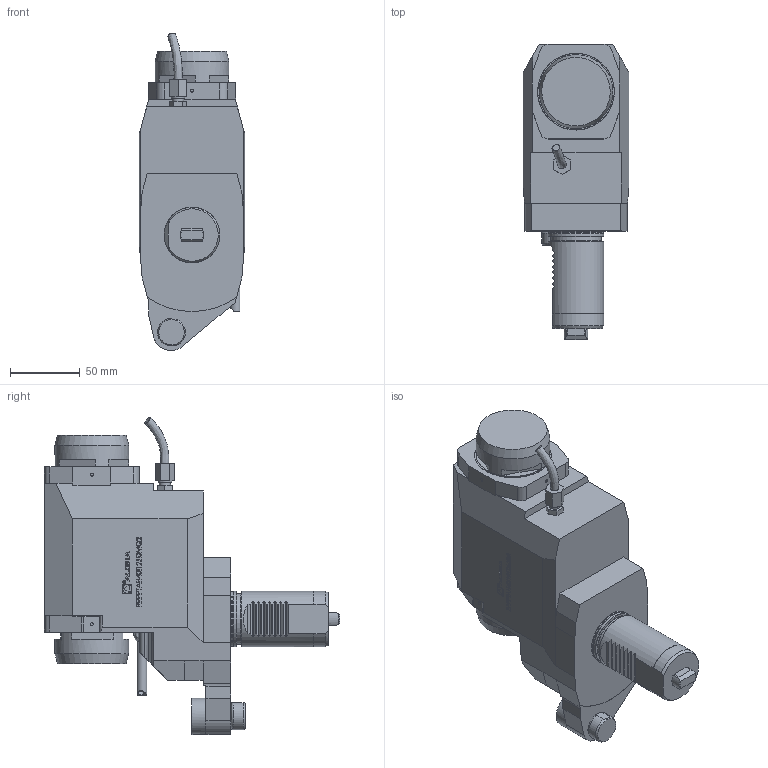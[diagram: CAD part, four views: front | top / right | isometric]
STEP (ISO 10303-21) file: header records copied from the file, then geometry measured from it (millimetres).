
FILE_DESCRIPTION (( 'STEP AP214' ), '1' );
FILE_NAME ('RRPPTAH40I121DMQ2.STEP', '2025-10-15T06:54:46', ( '' ), ( '' ), 'SwSTEP 2.0', 'SolidWorks 2023', '' );
FILE_SCHEMA (( 'AUTOMOTIVE_DESIGN' ));
Length unit declared in the file: millimetre
Products named in the file (1): RRPPTAH40I121DMQ2
Bounding box: 76 x 212 x 227.81 mm (x, y, z)
Volume: 1354983.9 mm3; surface area: 96047.5 mm2
Topology: 1 solids, 1 shells, 603 faces, 1573 edges, 1044 vertices
Faces by surface type: plane 428, cylinder 79, bspline 72, cone 17, torus 6, sphere 1
Full cylindrical faces by diameter (mm): 1.7 x1, 2.1 x1, 4 x1, 6.366 x1, 7 x1, 8.15 x1, 9.8 x1, 15 x1, 26 x1, 36 x1, 39.6 x1, 40 x2, 53 x2
Entity records: 27173 total; most frequent: CARTESIAN_POINT 9523, ORIENTED_EDGE 3048, DIRECTION 2534, EDGE_CURVE 1524, VECTOR 1116, LINE 1116, VERTEX_POINT 1027, AXIS2_PLACEMENT_3D 709
